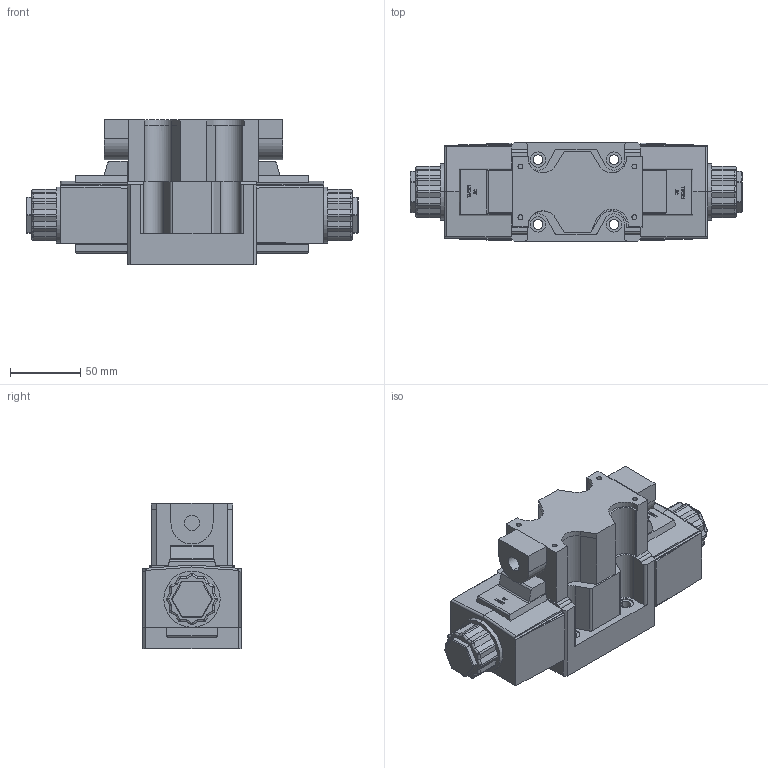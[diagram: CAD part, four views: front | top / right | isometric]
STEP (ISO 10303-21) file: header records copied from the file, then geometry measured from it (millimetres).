
FILE_DESCRIPTION (( 'STEP AP214' ), '1' );
FILE_NAME ('DSG-03-3cx-AC-x50.STEP', '2021-12-10T06:44:13', ( '' ), ( '' ), 'SwSTEP 2.0', 'SolidWorks 2019', '' );
FILE_SCHEMA (( 'AUTOMOTIVE_DESIGN' ));
Length unit declared in the file: millimetre
Products named in the file (1): DSG-03-3cx-AC-x50
Bounding box: 236 x 70 x 103.5 mm (x, y, z)
Volume: 725071.3 mm3; surface area: 117067.4 mm2
Topology: 1 solids, 1 shells, 858 faces, 2175 edges, 1353 vertices
Faces by surface type: plane 387, cylinder 295, bspline 136, sphere 36, cone 4
Entity records: 35902 total; most frequent: CARTESIAN_POINT 13247, ORIENTED_EDGE 4270, DIRECTION 3667, EDGE_CURVE 2135, VERTEX_POINT 1353, VECTOR 1257, LINE 1257, AXIS2_PLACEMENT_3D 1205
